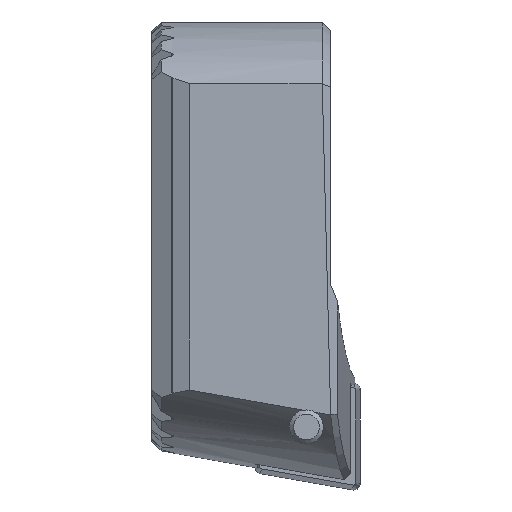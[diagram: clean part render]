
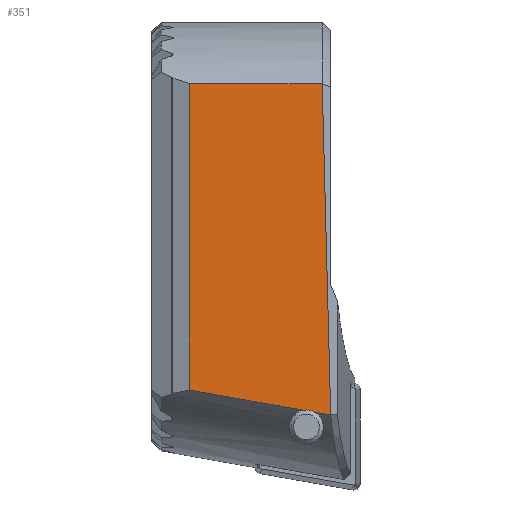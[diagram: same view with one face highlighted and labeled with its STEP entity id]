
A CAD part, front view. The second image highlights one B-rep face of the part: STEP entity #351.
In plain terms, the highlighted planar face has unit normal (0, -1, 0).
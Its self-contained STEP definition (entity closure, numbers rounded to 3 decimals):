
#36 = ORIENTED_EDGE ( 'NONE', *, *, #5318, .F. ) ;
#154 = CARTESIAN_POINT ( 'NONE',  ( 9.7, -9.3, 9.611 ) ) ;
#171 = CARTESIAN_POINT ( 'NONE',  ( 1.7, -9.3, -8.854 ) ) ;
#328 = DIRECTION ( 'NONE',  ( 0., 0., 1. ) ) ;
#351 = ADVANCED_FACE ( 'NONE', ( #4088 ), #7652, .F. ) ;
#372 = DIRECTION ( 'NONE',  ( 0., 1., 0. ) ) ;
#379 = ORIENTED_EDGE ( 'NONE', *, *, #7092, .F. ) ;
#599 = ORIENTED_EDGE ( 'NONE', *, *, #606, .T. ) ;
#606 = EDGE_CURVE ( 'NONE', #3951, #1932, #4381, .T. ) ;
#927 = DIRECTION ( 'NONE',  ( 0., 0., 1. ) ) ;
#932 = DIRECTION ( 'NONE',  ( 0., 1., 0. ) ) ;
#987 = DIRECTION ( 'NONE',  ( -0.985, 0., 0.174 ) ) ;
#1227 = LINE ( 'NONE', #5352, #5056 ) ;
#1333 = EDGE_CURVE ( 'NONE', #3747, #5597, #1506, .T. ) ;
#1506 = LINE ( 'NONE', #5282, #7452 ) ;
#1675 = EDGE_LOOP ( 'NONE', ( #7258, #5100, #36, #379, #599, #5215 ) ) ;
#1732 = CARTESIAN_POINT ( 'NONE',  ( 1.7, -9.3, -14.875 ) ) ;
#1886 = VECTOR ( 'NONE', #4181, 1000. ) ;
#1932 = VERTEX_POINT ( 'NONE', #8051 ) ;
#2089 = CARTESIAN_POINT ( 'NONE',  ( 10.21, -9.3, -10.355 ) ) ;
#2137 = CARTESIAN_POINT ( 'NONE',  ( 0., -9.3, 9.611 ) ) ;
#2325 = EDGE_CURVE ( 'NONE', #5597, #1932, #5926, .T. ) ;
#2719 = LINE ( 'NONE', #1732, #3004 ) ;
#2794 = CARTESIAN_POINT ( 'NONE',  ( 1.7, -9.3, -14.875 ) ) ;
#2828 = CARTESIAN_POINT ( 'NONE',  ( 8.75, -9.3, -11.079 ) ) ;
#3004 = VECTOR ( 'NONE', #6129, 1000. ) ;
#3568 = AXIS2_PLACEMENT_3D ( 'NONE', #2794, #372, #927 ) ;
#3634 = CARTESIAN_POINT ( 'NONE',  ( 8.582, -9.3, -10.067 ) ) ;
#3747 = VERTEX_POINT ( 'NONE', #154 ) ;
#3951 = VERTEX_POINT ( 'NONE', #3634 ) ;
#4088 = FACE_OUTER_BOUND ( 'NONE', #1675, .T. ) ;
#4181 = DIRECTION ( 'NONE',  ( -0.985, 0., 0.174 ) ) ;
#4381 = CIRCLE ( 'NONE', #5881, 1.025 ) ;
#4585 = VERTEX_POINT ( 'NONE', #5330 ) ;
#4741 = DIRECTION ( 'NONE',  ( 0.026, 0., -1. ) ) ;
#5056 = VECTOR ( 'NONE', #987, 1000. ) ;
#5100 = ORIENTED_EDGE ( 'NONE', *, *, #7134, .T. ) ;
#5215 = ORIENTED_EDGE ( 'NONE', *, *, #2325, .F. ) ;
#5282 = CARTESIAN_POINT ( 'NONE',  ( 10.32, -9.3, -14.655 ) ) ;
#5318 = EDGE_CURVE ( 'NONE', #7510, #4585, #2719, .T. ) ;
#5330 = CARTESIAN_POINT ( 'NONE',  ( 1.7, -9.3, 9.611 ) ) ;
#5352 = CARTESIAN_POINT ( 'NONE',  ( 0.324, -9.3, -8.611 ) ) ;
#5597 = VERTEX_POINT ( 'NONE', #2089 ) ;
#5881 = AXIS2_PLACEMENT_3D ( 'NONE', #2828, #932, #328 ) ;
#5926 = LINE ( 'NONE', #7900, #1886 ) ;
#6129 = DIRECTION ( 'NONE',  ( 0., 0., 1. ) ) ;
#6334 = LINE ( 'NONE', #2137, #7093 ) ;
#6639 = DIRECTION ( 'NONE',  ( -1., 0., 0. ) ) ;
#7092 = EDGE_CURVE ( 'NONE', #3951, #7510, #1227, .T. ) ;
#7093 = VECTOR ( 'NONE', #6639, 1000. ) ;
#7134 = EDGE_CURVE ( 'NONE', #3747, #4585, #6334, .T. ) ;
#7258 = ORIENTED_EDGE ( 'NONE', *, *, #1333, .F. ) ;
#7452 = VECTOR ( 'NONE', #4741, 1000. ) ;
#7510 = VERTEX_POINT ( 'NONE', #171 ) ;
#7652 = PLANE ( 'NONE',  #3568 ) ;
#7900 = CARTESIAN_POINT ( 'NONE',  ( 0.324, -9.3, -8.611 ) ) ;
#8051 = CARTESIAN_POINT ( 'NONE',  ( 9.254, -9.3, -10.186 ) ) ;
